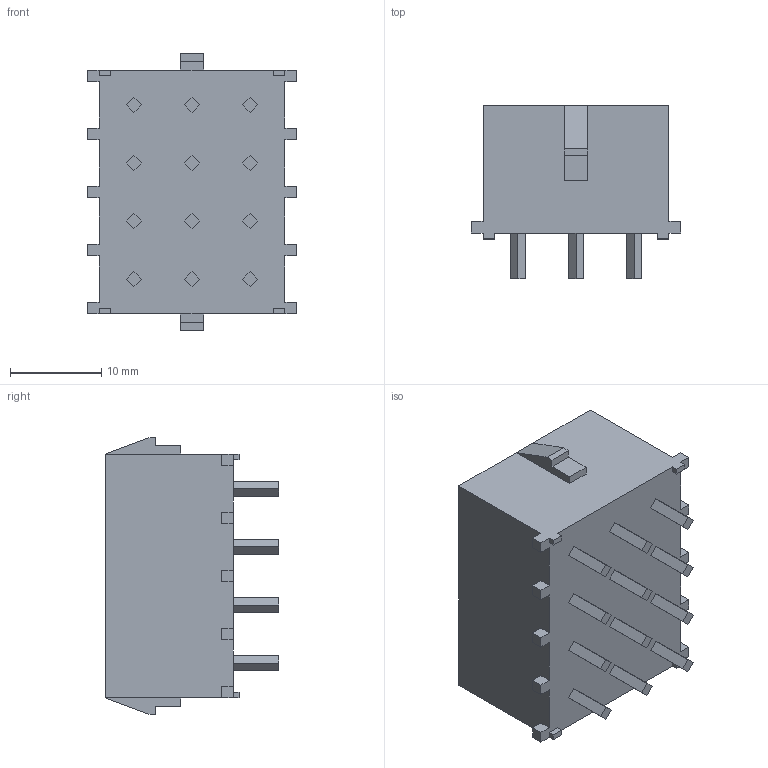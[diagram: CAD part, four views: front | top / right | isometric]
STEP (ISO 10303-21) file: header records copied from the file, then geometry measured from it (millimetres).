
FILE_DESCRIPTION((''),'1');
FILE_NAME('010844120','2003-07-15T',('gagurunandan'),(''),'PRO/ENGINEER BY PARAMETRIC TECHNOLOGY CORPORATION, 9902','PRO/ENGINEER BY PARAMETRIC TECHNOLOGY CORPORATION, 9902','');
FILE_SCHEMA(('CONFIG_CONTROL_DESIGN'));
Length unit declared in the file: inch
Products named in the file (1): 010844120
Bounding box: 22.86 x 18.92 x 30.23 mm (x, y, z)
Volume: 6462.7 mm3; surface area: 6694.1 mm2
Topology: 1 solids, 1 shells, 378 faces, 944 edges, 628 vertices
Faces by surface type: plane 261, cylinder 117
Entity records: 11332 total; most frequent: DIRECTION 1976, CARTESIAN_POINT 1950, ORIENTED_EDGE 1888, EDGE_CURVE 944, VECTOR 668, LINE 668, AXIS2_PLACEMENT_3D 654, VERTEX_POINT 628
